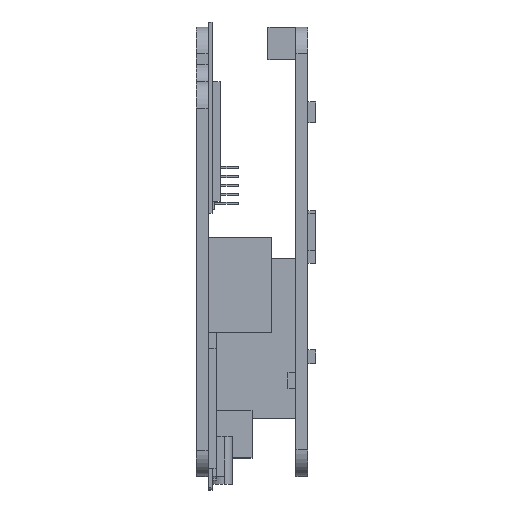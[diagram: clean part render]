
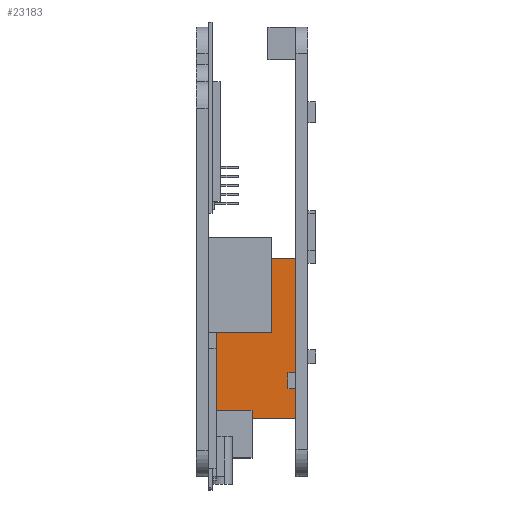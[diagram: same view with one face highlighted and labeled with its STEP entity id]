
A CAD part, top view. The second image highlights one B-rep face of the part: STEP entity #23183.
In plain terms, the highlighted planar face has unit normal (0, 0, 1).
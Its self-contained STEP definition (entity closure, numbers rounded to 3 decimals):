
#1336=FACE_OUTER_BOUND('',#2511,.T.);
#2511=EDGE_LOOP('',(#20703,#20704,#20705,#20706));
#5398=LINE('',#35977,#8578);
#5633=LINE('',#36507,#8813);
#5649=LINE('',#36554,#8829);
#5651=LINE('',#36557,#8831);
#8578=VECTOR('',#29363,10.);
#8813=VECTOR('',#29854,10.);
#8829=VECTOR('',#29910,10.);
#8831=VECTOR('',#29914,10.);
#10893=VERTEX_POINT('',#35975);
#10894=VERTEX_POINT('',#35976);
#11058=VERTEX_POINT('',#36500);
#11061=VERTEX_POINT('',#36505);
#14029=EDGE_CURVE('',#10893,#10894,#5398,.T.);
#14289=EDGE_CURVE('',#11061,#11058,#5633,.T.);
#14312=EDGE_CURVE('',#10894,#11058,#5649,.T.);
#14314=EDGE_CURVE('',#10893,#11061,#5651,.T.);
#20703=ORIENTED_EDGE('',*,*,#14029,.T.);
#20704=ORIENTED_EDGE('',*,*,#14312,.T.);
#20705=ORIENTED_EDGE('',*,*,#14289,.F.);
#20706=ORIENTED_EDGE('',*,*,#14314,.F.);
#22072=PLANE('',#24430);
#23183=ADVANCED_FACE('',(#1336),#22072,.T.);
#24430=AXIS2_PLACEMENT_3D('',#36556,#29912,#29913);
#29363=DIRECTION('',(0.,-1.,0.));
#29854=DIRECTION('',(0.,-1.,0.));
#29910=DIRECTION('',(1.,0.,0.));
#29912=DIRECTION('center_axis',(0.,0.,
1.));
#29913=DIRECTION('ref_axis',(0.,-1.,0.));
#29914=DIRECTION('',(1.,0.,0.));
#35975=CARTESIAN_POINT('',(3.5,27.717,-51.724));
#35976=CARTESIAN_POINT('',(3.5,7.717,-51.724));
#35977=CARTESIAN_POINT('',(3.5,22.717,-51.724));
#36500=CARTESIAN_POINT('',(13.5,7.717,-51.724));
#36505=CARTESIAN_POINT('',(13.5,27.717,-51.724));
#36507=CARTESIAN_POINT('',(13.5,22.717,-51.724));
#36554=CARTESIAN_POINT('',(2.5,7.717,-51.724));
#36556=CARTESIAN_POINT('Origin',(2.5,27.717,-51.724));
#36557=CARTESIAN_POINT('',(2.5,27.717,-51.724));
